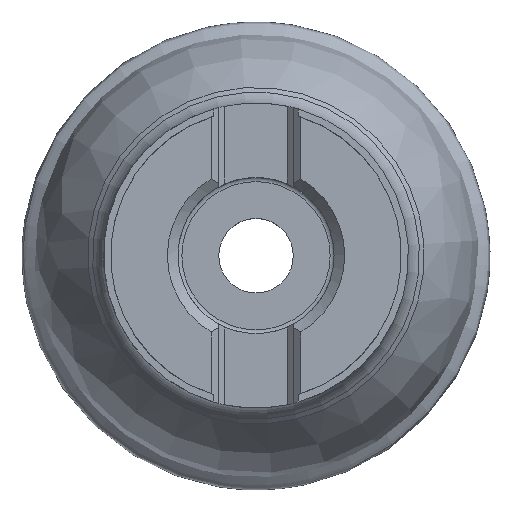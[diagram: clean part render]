
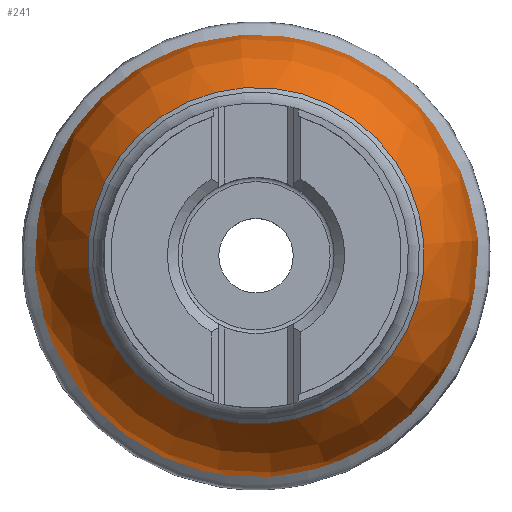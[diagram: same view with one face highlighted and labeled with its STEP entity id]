
A CAD part, top view. The second image highlights one B-rep face of the part: STEP entity #241.
In plain terms, the highlighted free-form (B-spline) face has degree [3, 3] with [4, 7] control points.
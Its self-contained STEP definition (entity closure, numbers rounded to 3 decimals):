
#231=(
BOUNDED_SURFACE()
B_SPLINE_SURFACE(3,3,((#1300,#1301,#1302,#1303,#1304,#1305,#1306),(#1307,
#1308,#1309,#1310,#1311,#1312,#1313),(#1314,#1315,#1316,#1317,#1318,#1319,
#1320),(#1321,#1322,#1323,#1324,#1325,#1326,#1327)),.UNSPECIFIED.,.F.,.T.,
 .F.)
B_SPLINE_SURFACE_WITH_KNOTS((4,4),(1,3,3,3,1),(0.,1.),(-0.5,0.,0.5,1.,1.5),
 .UNSPECIFIED.)
GEOMETRIC_REPRESENTATION_ITEM()
RATIONAL_B_SPLINE_SURFACE(((1.,0.333,0.333,1.,0.333,
0.333,1.),(0.955,0.318,0.318,
0.955,0.318,0.318,0.955),
(0.955,0.318,0.318,0.955,
0.318,0.318,0.955),(1.,0.333,
0.333,1.,0.333,0.333,1.)))
REPRESENTATION_ITEM('')
SURFACE()
);
#241=ADVANCED_FACE('TB_END_SU_12',(#300,#301),#231,.T.);
#300=FACE_BOUND('',#351,.T.);
#301=FACE_BOUND('',#352,.T.);
#351=EDGE_LOOP('',(#423));
#352=EDGE_LOOP('',(#424));
#423=ORIENTED_EDGE('',*,*,#671,.T.);
#424=ORIENTED_EDGE('',*,*,#670,.F.);
#601=VERTEX_POINT('',#1296);
#602=VERTEX_POINT('',#1299);
#670=EDGE_CURVE('',#601,#601,#760,.T.);
#671=EDGE_CURVE('',#602,#602,#761,.T.);
#760=CIRCLE('',#913,23.723);
#761=CIRCLE('',#915,31.52);
#913=AXIS2_PLACEMENT_3D('',#1295,#1040,#1041);
#915=AXIS2_PLACEMENT_3D('',#1298,#1044,#1045);
#1040=DIRECTION('',(0.,0.,1.));
#1041=DIRECTION('',(0.998,0.07,0.));
#1044=DIRECTION('',(0.,0.,1.));
#1045=DIRECTION('',(0.998,0.07,0.));
#1295=CARTESIAN_POINT('',(0.,0.,
-19.768));
#1296=CARTESIAN_POINT('',(23.665,1.655,-19.768));
#1298=CARTESIAN_POINT('',(0.,0.,-40.));
#1299=CARTESIAN_POINT('',(31.444,2.199,-40.));
#1300=CARTESIAN_POINT('',(23.665,1.655,-19.768));
#1301=CARTESIAN_POINT('',(20.356,48.985,-19.768));
#1302=CARTESIAN_POINT('',(-26.975,45.676,-19.768));
#1303=CARTESIAN_POINT('',(-23.665,-1.655,-19.768));
#1304=CARTESIAN_POINT('',(-20.356,-48.985,-19.768));
#1305=CARTESIAN_POINT('',(26.975,-45.676,-19.768));
#1306=CARTESIAN_POINT('',(23.665,1.655,-19.768));
#1307=CARTESIAN_POINT('',(28.73,2.009,-25.376));
#1308=CARTESIAN_POINT('',(24.712,59.468,-25.376));
#1309=CARTESIAN_POINT('',(-32.748,55.45,-25.376));
#1310=CARTESIAN_POINT('',(-28.73,-2.009,-25.376));
#1311=CARTESIAN_POINT('',(-24.712,-59.468,-25.376));
#1312=CARTESIAN_POINT('',(32.748,-55.45,-25.376));
#1313=CARTESIAN_POINT('',(28.73,2.009,-25.376));
#1314=CARTESIAN_POINT('',(31.444,2.199,-32.435));
#1315=CARTESIAN_POINT('',(27.046,65.086,-32.435));
#1316=CARTESIAN_POINT('',(-35.841,60.688,-32.435));
#1317=CARTESIAN_POINT('',(-31.444,-2.199,-32.435));
#1318=CARTESIAN_POINT('',(-27.046,-65.086,-32.435));
#1319=CARTESIAN_POINT('',(35.841,-60.688,-32.435));
#1320=CARTESIAN_POINT('',(31.444,2.199,-32.435));
#1321=CARTESIAN_POINT('',(31.444,2.199,-40.));
#1322=CARTESIAN_POINT('',(27.046,65.086,-40.));
#1323=CARTESIAN_POINT('',(-35.841,60.688,-40.));
#1324=CARTESIAN_POINT('',(-31.444,-2.199,-40.));
#1325=CARTESIAN_POINT('',(-27.046,-65.086,-40.));
#1326=CARTESIAN_POINT('',(35.841,-60.688,-40.));
#1327=CARTESIAN_POINT('',(31.444,2.199,-40.));
